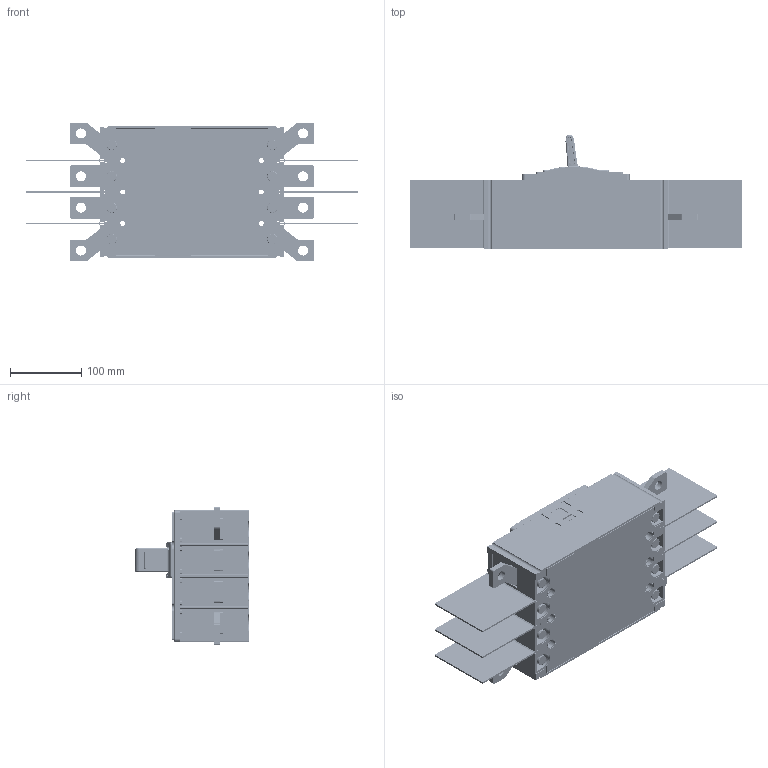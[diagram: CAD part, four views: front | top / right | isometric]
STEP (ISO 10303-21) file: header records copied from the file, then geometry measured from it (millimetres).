
FILE_DESCRIPTION((''),'2;1');
FILE_NAME('NXM-630-400-4P_ASM','2019-10-22T',('suyao'),(''),'PRO/ENGINEER BY PARAMETRIC TECHNOLOGY CORPORATION, 2007090','PRO/ENGINEER BY PARAMETRIC TECHNOLOGY CORPORATION, 2007090','');
FILE_SCHEMA(('CONFIG_CONTROL_DESIGN'));
Length unit declared in the file: millimetre
Products named in the file (74): MANIFOLD_SOLID_BREP_101385; MANIFOLD_SOLID_BREP_101386; MANIFOLD_SOLID_BREP_101387; MANIFOLD_SOLID_BREP_101388; 8-315-888-101389; 8ZTD-253-482; 8ZTD-310-377; 8ZTD-420-487_SOLID_1-101392; 8ZTD-420-487_SOLID_1-101393; 8ZTD-420-487_SOLID_1-101394; 8ZTD-420-487_SOLID_1-101395; 8-253-416; MANIFOLD_SOLID_BREP_101397; MANIFOLD_SOLID_BREP_101398; MANIFOLD_SOLID_BREP_101399; MANIFOLD_SOLID_BREP_101400; 8ZTD-742-1657-101401; 8ZTD-742-1658-101402; 8ZTD-742-1657-101411; 8ZTD-742-1658-101412; 8ZTD-742-1657-101421; 8ZTD-742-1658-101422; 8ZTD-742-1657-101431; 8ZTD-742-1658-101432; D3_GB9074_24-101461; M3X10_GB823_SOLID_1-101462; D3_GB9074_24-101463; M3X10_GB823_SOLID_1-101464; M3X10_GB823_SOLID_1-101465; D3_GB9074_24-101466; M3X10_GB823_SOLID_1-101467; D3_GB9074_26; D3_GB9074_24-101469; 8ZTD-552-049_SOLID_1-101471; 8ZTD-552-049_SOLID_1-101473; 8ZTD-552-049_SOLID_1-101475; 8ZTD-742-626G-101497; 8ZTD-742-626G-101498; 8ZTD-742-626G-101499; 8ZTD-946-085G_SOLID_1-101574 ...
Assembly tree (97 placements, depth 4):
  NXM-630-400-4P_ASM
    630-4P_ASM_ASM
      ASM0001_ASM_ASM
        MANIFOLD_SOLID_BREP_101385
        MANIFOLD_SOLID_BREP_101386
        MANIFOLD_SOLID_BREP_101387
        MANIFOLD_SOLID_BREP_101388
        8-315-888-101389
        8ZTD-253-482
        8ZTD-310-377
        8ZTD-420-487_SOLID_1-101392
        8ZTD-420-487_SOLID_1-101393
        8ZTD-420-487_SOLID_1-101394
        8ZTD-420-487_SOLID_1-101395
        8-253-416
        MANIFOLD_SOLID_BREP_101397
        MANIFOLD_SOLID_BREP_101398
        MANIFOLD_SOLID_BREP_101399
        MANIFOLD_SOLID_BREP_101400
        8ZTD-742-1657-101401
        8ZTD-742-1658-101402
        8ZTD-742-1657-101411
        8ZTD-742-1658-101412
        8ZTD-742-1657-101421
        8ZTD-742-1658-101422
        8ZTD-742-1657-101431
        8ZTD-742-1658-101432
        D3_GB9074_24-101461
        M3X10_GB823_SOLID_1-101462
        D3_GB9074_24-101463
        M3X10_GB823_SOLID_1-101464
        M3X10_GB823_SOLID_1-101465
        D3_GB9074_24-101466
        M3X10_GB823_SOLID_1-101467
        D3_GB9074_26
        D3_GB9074_24-101469
        8ZTD-552-049_SOLID_1-101471
        8ZTD-552-049_SOLID_1-101473
        8ZTD-552-049_SOLID_1-101475
        8ZTD-742-626G-101497
        8ZTD-742-626G-101498
        8ZTD-742-626G-101499
        8ZTD-946-085G_SOLID_1-101574
        8ZTD-946-085G_SOLID_1-101575
        8ZTD-946-085G_SOLID_1-101576
        8ZTD-946-085G_SOLID_1-101577
        8ZTD-946-085G_SOLID_1-101578
        8ZTD-946-085G_SOLID_1-101579
        8ZTD-150-009G-101580
        8ZTD-150-009G-101581
        8ZTD-742-626G-101582
        8ZTD-552-049_SOLID_1-101597
        8ZTD-946-085G_SOLID_1-101598
        8ZTD-946-085G_SOLID_1-101601
        8ZTD-742-1576
        MANIFOLD_SOLID_BREP_101606
        MANIFOLD_SOLID_BREP_101607
        MANIFOLD_SOLID_BREP_101608
        MANIFOLD_SOLID_BREP_101609
        MANIFOLD_SOLID_BREP_101610
Bounding box: 465 x 159.67 x 194.5 mm (x, y, z)
Volume: 2050654.5 mm3; surface area: 1121819.6 mm2
Topology: 111 solids, 120 shells, 6791 faces, 18060 edges, 11766 vertices
Faces by surface type: plane 4097, cylinder 1976, torus 250, cone 200, extrusion 162, bspline 54, sphere 52
Entity records: 203721 total; most frequent: CARTESIAN_POINT 44517, ORIENTED_EDGE 33068, DIRECTION 32645, EDGE_CURVE 16553, VECTOR 11289, LINE 11127, VERTEX_POINT 10895, AXIS2_PLACEMENT_3D 10678
